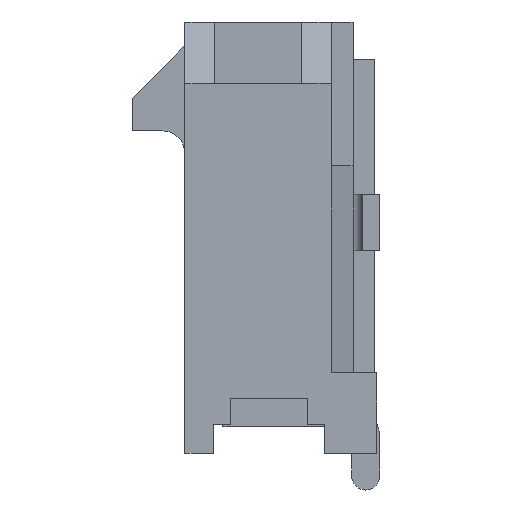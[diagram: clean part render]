
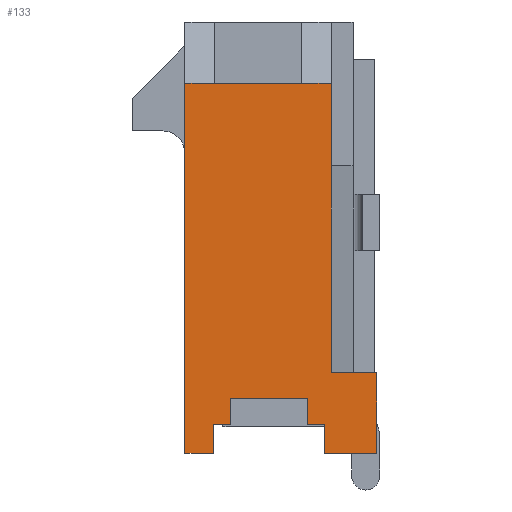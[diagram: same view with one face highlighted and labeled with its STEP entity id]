
A CAD part, left-side view. The second image highlights one B-rep face of the part: STEP entity #133.
In plain terms, the highlighted planar face has unit normal (-1, 0, 0).
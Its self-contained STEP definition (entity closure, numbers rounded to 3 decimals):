
#133=ADVANCED_FACE('NONE',(#406),#407,.F.);
#406=FACE_OUTER_BOUND('',#801,.T.);
#407=PLANE('',#802);
#801=EDGE_LOOP('',(#1666,#1667,#1668,#1669,#1670,#1671,#1672,#1673,#1674,#1675,#1676,#1677,#1678,#1679,#1680,#1681,#1682));
#802=AXIS2_PLACEMENT_3D('',#1683,#1684,#1685);
#1666=ORIENTED_EDGE('',*,*,#2990,.T.);
#1667=ORIENTED_EDGE('',*,*,#2989,.T.);
#1668=ORIENTED_EDGE('',*,*,#2991,.T.);
#1669=ORIENTED_EDGE('',*,*,#2992,.F.);
#1670=ORIENTED_EDGE('',*,*,#2993,.F.);
#1671=ORIENTED_EDGE('',*,*,#2994,.F.);
#1672=ORIENTED_EDGE('',*,*,#2909,.F.);
#1673=ORIENTED_EDGE('',*,*,#2995,.F.);
#1674=ORIENTED_EDGE('',*,*,#2996,.T.);
#1675=ORIENTED_EDGE('',*,*,#2941,.T.);
#1676=ORIENTED_EDGE('',*,*,#2907,.F.);
#1677=ORIENTED_EDGE('',*,*,#2748,.F.);
#1678=ORIENTED_EDGE('',*,*,#2997,.F.);
#1679=ORIENTED_EDGE('',*,*,#2998,.F.);
#1680=ORIENTED_EDGE('',*,*,#2999,.T.);
#1681=ORIENTED_EDGE('',*,*,#3000,.T.);
#1682=ORIENTED_EDGE('',*,*,#2789,.F.);
#1683=CARTESIAN_POINT('',(-4.825,0.0,0.0));
#1684=DIRECTION('',(1.0,0.0,0.0));
#1685=DIRECTION('',(0.0,1.0,0.0));
#2748=EDGE_CURVE('NONE',#3322,#3323,#3324,.T.);
#2789=EDGE_CURVE('NONE',#3400,#3402,#3403,.T.);
#2907=EDGE_CURVE('NONE',#3323,#3610,#3611,.T.);
#2909=EDGE_CURVE('NONE',#3613,#3614,#3615,.T.);
#2941=EDGE_CURVE('NONE',#3669,#3610,#3670,.T.);
#2989=EDGE_CURVE('NONE',#3744,#3734,#3749,.T.);
#2990=EDGE_CURVE('NONE',#3400,#3744,#3750,.T.);
#2991=EDGE_CURVE('NONE',#3734,#3751,#3752,.T.);
#2992=EDGE_CURVE('NONE',#3753,#3751,#3754,.T.);
#2993=EDGE_CURVE('NONE',#3755,#3753,#3756,.T.);
#2994=EDGE_CURVE('NONE',#3614,#3755,#3757,.T.);
#2995=EDGE_CURVE('NONE',#3758,#3613,#3759,.T.);
#2996=EDGE_CURVE('NONE',#3758,#3669,#3760,.T.);
#2997=EDGE_CURVE('NONE',#3761,#3322,#3762,.T.);
#2998=EDGE_CURVE('NONE',#3763,#3761,#3764,.T.);
#2999=EDGE_CURVE('NONE',#3763,#3765,#3766,.T.);
#3000=EDGE_CURVE('NONE',#3765,#3402,#3767,.T.);
#3322=VERTEX_POINT('NONE',#4237);
#3323=VERTEX_POINT('NONE',#4238);
#3324=LINE('',#4239,#4240);
#3400=VERTEX_POINT('NONE',#4355);
#3402=VERTEX_POINT('NONE',#4358);
#3403=LINE('',#4359,#4360);
#3610=VERTEX_POINT('NONE',#4673);
#3611=LINE('',#4674,#4675);
#3613=VERTEX_POINT('NONE',#4678);
#3614=VERTEX_POINT('NONE',#4679);
#3615=LINE('',#4680,#4681);
#3669=VERTEX_POINT('NONE',#4766);
#3670=LINE('',#4767,#4768);
#3734=VERTEX_POINT('NONE',#4869);
#3744=VERTEX_POINT('NONE',#4885);
#3749=LINE('',#4894,#4895);
#3750=LINE('',#4896,#4897);
#3751=VERTEX_POINT('NONE',#4898);
#3752=LINE('',#4899,#4900);
#3753=VERTEX_POINT('NONE',#4901);
#3754=LINE('',#4902,#4903);
#3755=VERTEX_POINT('NONE',#4904);
#3756=LINE('',#4905,#4906);
#3757=LINE('',#4907,#4908);
#3758=VERTEX_POINT('NONE',#4909);
#3759=LINE('',#4910,#4911);
#3760=LINE('',#4912,#4913);
#3761=VERTEX_POINT('NONE',#4914);
#3762=LINE('',#4915,#4916);
#3763=VERTEX_POINT('NONE',#4917);
#3764=LINE('',#4918,#4919);
#3765=VERTEX_POINT('NONE',#4920);
#3766=LINE('',#4921,#4922);
#3767=LINE('',#4923,#4924);
#4237=CARTESIAN_POINT('',(-4.825,-1.27,-4.95));
#4238=CARTESIAN_POINT('',(-4.825,-1.27,-4.28));
#4239=CARTESIAN_POINT('',(-4.825,-1.27,-4.95));
#4240=VECTOR('',#5553,1000.0);
#4355=CARTESIAN_POINT('',(-4.825,-1.43,3.55));
#4358=CARTESIAN_POINT('',(-4.825,-1.43,1.65));
#4359=CARTESIAN_POINT('',(-4.825,-1.43,3.55));
#4360=VECTOR('',#5594,1000.0);
#4673=CARTESIAN_POINT('',(-4.825,-0.875,-4.28));
#4674=CARTESIAN_POINT('',(-4.825,-1.27,-4.28));
#4675=VECTOR('',#5734,1000.0);
#4678=CARTESIAN_POINT('',(-4.825,0.875,-4.28));
#4679=CARTESIAN_POINT('',(-4.825,1.27,-4.28));
#4680=CARTESIAN_POINT('',(-4.825,0.875,-4.28));
#4681=VECTOR('',#5736,1000.0);
#4766=CARTESIAN_POINT('',(-4.825,-0.875,-3.68));
#4767=CARTESIAN_POINT('',(-4.825,-0.875,-3.68));
#4768=VECTOR('',#5768,1000.0);
#4869=CARTESIAN_POINT('',(-4.825,1.25,3.55));
#4885=CARTESIAN_POINT('',(-4.825,-0.75,3.55));
#4894=CARTESIAN_POINT('',(-4.825,-0.75,3.55));
#4895=VECTOR('',#5816,1000.0);
#4896=CARTESIAN_POINT('',(-4.825,-1.43,3.55));
#4897=VECTOR('',#5817,1000.0);
#4898=CARTESIAN_POINT('',(-4.825,1.93,3.55));
#4899=CARTESIAN_POINT('',(-4.825,1.25,3.55));
#4900=VECTOR('',#5818,1000.0);
#4901=CARTESIAN_POINT('',(-4.825,1.93,-4.95));
#4902=CARTESIAN_POINT('',(-4.825,1.93,-4.95));
#4903=VECTOR('',#5819,1000.0);
#4904=CARTESIAN_POINT('',(-4.825,1.27,-4.95));
#4905=CARTESIAN_POINT('',(-4.825,1.27,-4.95));
#4906=VECTOR('',#5820,1000.0);
#4907=CARTESIAN_POINT('',(-4.825,1.27,-4.28));
#4908=VECTOR('',#5821,1000.0);
#4909=CARTESIAN_POINT('',(-4.825,0.875,-3.68));
#4910=CARTESIAN_POINT('',(-4.825,0.875,-3.68));
#4911=VECTOR('',#5822,1000.0);
#4912=CARTESIAN_POINT('',(-4.825,0.875,-3.68));
#4913=VECTOR('',#5823,1000.0);
#4914=CARTESIAN_POINT('',(-4.825,-2.47,-4.95));
#4915=CARTESIAN_POINT('',(-4.825,-2.47,-4.95));
#4916=VECTOR('',#5824,1000.0);
#4917=CARTESIAN_POINT('',(-4.825,-2.47,-3.1));
#4918=CARTESIAN_POINT('',(-4.825,-2.47,-3.1));
#4919=VECTOR('',#5825,1000.0);
#4920=CARTESIAN_POINT('',(-4.825,-1.43,-3.1));
#4921=CARTESIAN_POINT('',(-4.825,-2.47,-3.1));
#4922=VECTOR('',#5826,1000.0);
#4923=CARTESIAN_POINT('',(-4.825,-1.43,-3.1));
#4924=VECTOR('',#5827,1000.0);
#5553=DIRECTION('',(0.0,0.0,1.0));
#5594=DIRECTION('',(0.0,0.0,-1.0));
#5734=DIRECTION('',(0.0,1.0,0.0));
#5736=DIRECTION('',(0.0,1.0,0.0));
#5768=DIRECTION('',(0.0,0.0,-1.0));
#5816=DIRECTION('',(0.0,1.0,0.0));
#5817=DIRECTION('',(0.0,1.0,0.0));
#5818=DIRECTION('',(0.0,1.0,0.0));
#5819=DIRECTION('',(0.0,0.0,1.0));
#5820=DIRECTION('',(0.0,1.0,0.0));
#5821=DIRECTION('',(0.0,0.0,-1.0));
#5822=DIRECTION('',(0.0,0.0,-1.0));
#5823=DIRECTION('',(0.0,-1.0,0.0));
#5824=DIRECTION('',(0.0,1.0,0.0));
#5825=DIRECTION('',(0.0,0.0,-1.0));
#5826=DIRECTION('',(0.0,1.0,0.0));
#5827=DIRECTION('',(0.0,0.0,1.0));
